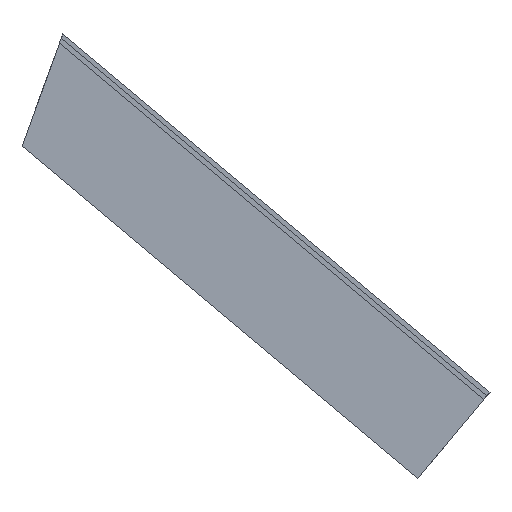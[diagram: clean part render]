
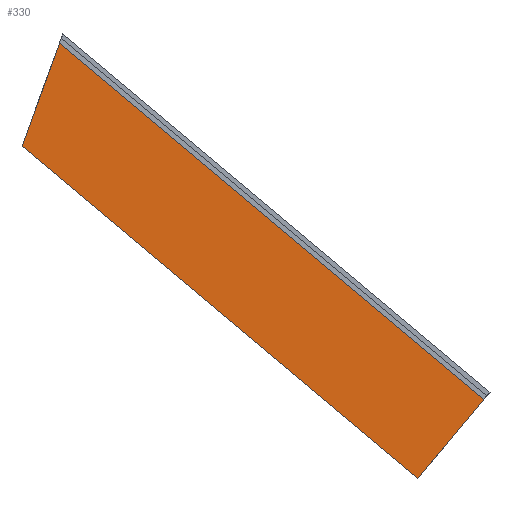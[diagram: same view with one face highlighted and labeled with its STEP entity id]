
A CAD part, front view. The second image highlights one B-rep face of the part: STEP entity #330.
In plain terms, the highlighted planar face has unit normal (0, -1, 0).
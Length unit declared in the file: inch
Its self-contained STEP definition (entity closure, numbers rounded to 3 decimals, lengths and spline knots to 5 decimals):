
#24=FACE_OUTER_BOUND('',#41,.T.);
#41=EDGE_LOOP('',(#261,#262,#263,#264));
#57=LINE('',#470,#102);
#79=LINE('',#513,#124);
#82=LINE('',#520,#127);
#83=LINE('',#521,#128);
#102=VECTOR('',#381,0.3937);
#124=VECTOR('',#417,0.3937);
#127=VECTOR('',#424,0.3937);
#128=VECTOR('',#425,0.3937);
#147=VERTEX_POINT('',#467);
#148=VERTEX_POINT('',#469);
#161=VERTEX_POINT('',#509);
#164=VERTEX_POINT('',#519);
#177=EDGE_CURVE('',#148,#147,#57,.T.);
#199=EDGE_CURVE('',#161,#148,#79,.T.);
#202=EDGE_CURVE('',#164,#161,#82,.T.);
#203=EDGE_CURVE('',#164,#147,#83,.T.);
#261=ORIENTED_EDGE('',*,*,#202,.T.);
#262=ORIENTED_EDGE('',*,*,#199,.T.);
#263=ORIENTED_EDGE('',*,*,#177,.T.);
#264=ORIENTED_EDGE('',*,*,#203,.F.);
#313=PLANE('',#361);
#330=ADVANCED_FACE('',(#24),#313,.T.);
#361=AXIS2_PLACEMENT_3D('',#518,#422,#423);
#381=DIRECTION('',(0.643,0.,0.766));
#417=DIRECTION('',(0.766,0.,-0.643));
#422=DIRECTION('center_axis',(0.,-1.,0.));
#423=DIRECTION('ref_axis',(-0.643,0.,-0.766));
#424=DIRECTION('',(-0.342,0.,-0.94));
#425=DIRECTION('',(0.766,0.,-0.643));
#467=CARTESIAN_POINT('',(194.80499,-4.25,-29.36332));
#469=CARTESIAN_POINT('',(189.50199,-4.25,-35.68319));
#470=CARTESIAN_POINT('',(193.59976,-4.25,-30.79965));
#509=CARTESIAN_POINT('',(157.85506,-4.25,-9.12826));
#513=CARTESIAN_POINT('',(189.50199,-4.25,-35.68319));
#518=CARTESIAN_POINT('Origin',(194.80499,-4.25,-29.36332));
#519=CARTESIAN_POINT('',(160.85781,-4.25,-0.87826));
#520=CARTESIAN_POINT('',(159.09602,-4.25,-5.71876));
#521=CARTESIAN_POINT('',(194.80499,-4.25,-29.36332));
